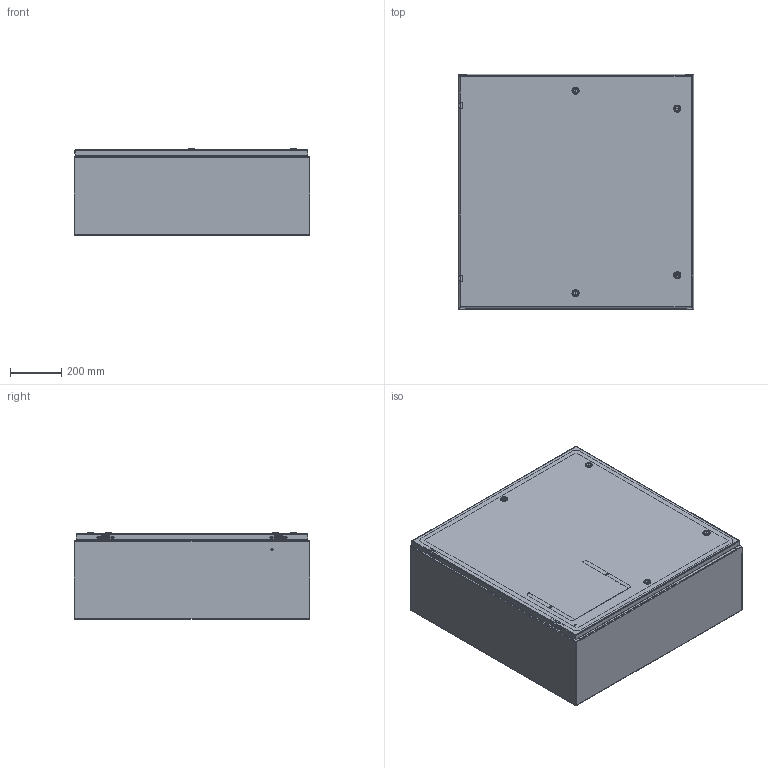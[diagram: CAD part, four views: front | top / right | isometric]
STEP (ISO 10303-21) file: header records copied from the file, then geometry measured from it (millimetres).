
FILE_DESCRIPTION (( 'STEP AP203' ), '1' );
FILE_NAME ('SCE-36EL3612SSLP.step', '2021-02-09T16:01:30', ( 'ADC123' ), ( 'Microsoft' ), 'SwSTEP 2.0', 'SolidWorks 2019', '' );
FILE_SCHEMA (( 'CONFIG_CONTROL_DESIGN' ));
Products named in the file (1): SCE-36EL3612SSLP
Bounding box: 914.4 x 914.4 x 336.05 mm (x, y, z)
Surface area: 7945062.3 mm2 (no closed solid volume)
Topology: 0 solids, 67 shells, 3904 faces, 10070 edges, 6294 vertices
Faces by surface type: plane 1851, cylinder 1049, bspline 878, cone 88, torus 38
Full cylindrical faces by diameter (mm): 3.454 x2, 3.962 x2, 3.978 x2, 4.318 x6, 4.369 x4, 4.978 x8, 5 x4, 5.156 x4, 5.182 x4, 5.2 x4, 5.5 x4, 5.537 x2, 6.198 x4, 6.299 x4, 6.35 x4, 6.363 x2, 6.756 x4, 7.137 x4, 8.433 x8, 9.296 x8, 9.322 x8, 9.525 x4, 9.9 x4, 10 x4, 11.112 x4, 12.7 x8, 12.8 x4, 13.5 x4, 14.288 x2, 16 x4
Entity records: 165114 total; most frequent: CARTESIAN_POINT 80557, ORIENTED_EDGE 18848, DIRECTION 15004, EDGE_CURVE 9430, VERTEX_POINT 6102, AXIS2_PLACEMENT_3D 5143, VECTOR 4718, LINE 4718
